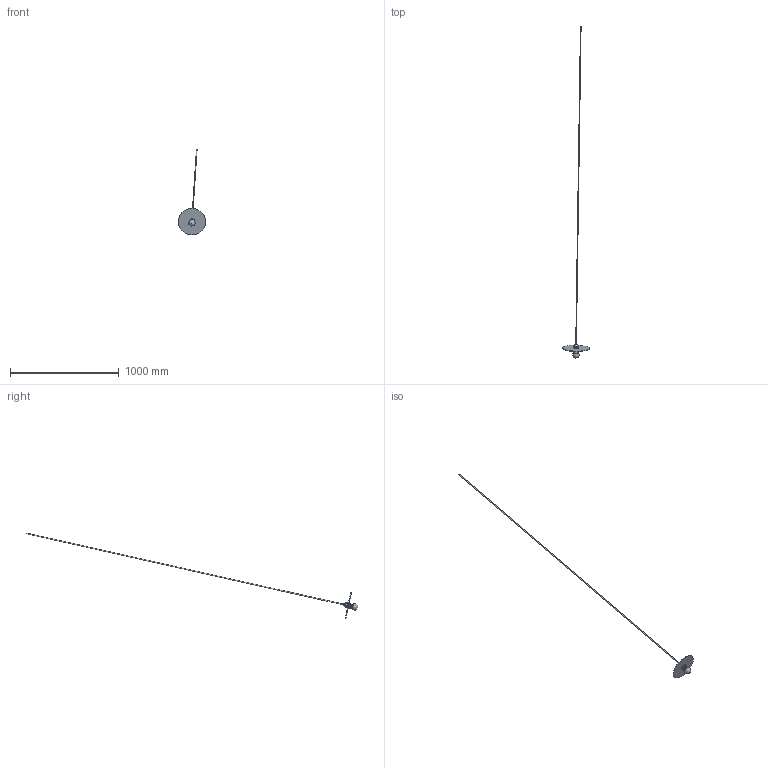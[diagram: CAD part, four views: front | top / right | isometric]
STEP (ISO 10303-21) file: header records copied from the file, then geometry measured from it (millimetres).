
FILE_DESCRIPTION (( 'STEP AP214' ), '1' );
FILE_NAME ('Frama_Circle_glass.STEP', '2025-06-01T10:53:09', ( '' ), ( '' ), 'SwSTEP 2.0', 'SolidWorks 2017', '' );
FILE_SCHEMA (( 'AUTOMOTIVE_DESIGN' ));
Length unit declared in the file: millimetre
Products named in the file (13): 90_degrees_wall_light_grommet_v1.0; E27_pendant_cord_config_v1.0_30; E27_pendant_config_v1.0_Basic_version_steel; Frama_Circle_glass; 90_degrees_wall_light_ring_fiting_v2.0_Steel; 90_degrees_wall_light_trekontlasting_v2.0_Steel; 90_degrees_wall_screw_fiting_under_v1.0; 90_degrees_wall_light_ring_fiting_inside_v1.0; 90_degrees_wall_light_fiting_under_v2.0_Steel; E27_Bulb_v2.0; E27_pendant_v0.1_Steel; Frama_Circle Shade_config_Glass_Medium; E27_rings_config_v1.0_Stainless steel - smooth
Assembly tree (13 placements, depth 4):
  Frama_Circle_glass
    E27_pendant_v0.1_Steel
      E27_pendant_config_v1.0_Basic_version_steel
        90_degrees_wall_light_fiting_under_v2.0_Steel
        90_degrees_wall_light_ring_fiting_inside_v1.0
        90_degrees_wall_light_ring_fiting_v2.0_Steel
        90_degrees_wall_light_trekontlasting_v2.0_Steel
        90_degrees_wall_light_grommet_v1.0
        90_degrees_wall_screw_fiting_under_v1.0
        E27_pendant_cord_config_v1.0_30
      E27_rings_config_v1.0_Stainless steel - smooth  x2
    Frama_Circle Shade_config_Glass_Medium
    E27_Bulb_v2.0
Bounding box: 250.03 x 3045.36 x 787.63 mm (x, y, z)
Volume: 278921.5 mm3; surface area: 342716.9 mm2
Topology: 4 solids, 18 shells, 264 faces, 824 edges, 525 vertices
Faces by surface type: bspline 108, cylinder 82, plane 56, cone 16, torus 2
Full cylindrical faces by diameter (mm): 0.1 x4, 0.4 x6, 0.6 x3, 2.9 x3, 3.5 x2, 4.99 x1, 5 x1, 5.8 x1, 6 x1, 6.4 x1, 7 x4, 10 x1, 11 x1, 12 x1, 13 x1, 14 x1, 15 x1, 22 x1, 23 x1, 25.4 x3, 26 x3, 26.4 x1, 27 x2, 29 x1, 32 x1, 33.793 x1, 35 x1, 37 x1, 38 x1, 38.8 x2
Entity records: 77794 total; most frequent: CARTESIAN_POINT 72720, ORIENTED_EDGE 1027, DIRECTION 614, EDGE_CURVE 558, VERTEX_POINT 417, EDGE_LOOP 374, B_SPLINE_CURVE_WITH_KNOTS 344, FACE_OUTER_BOUND 321
